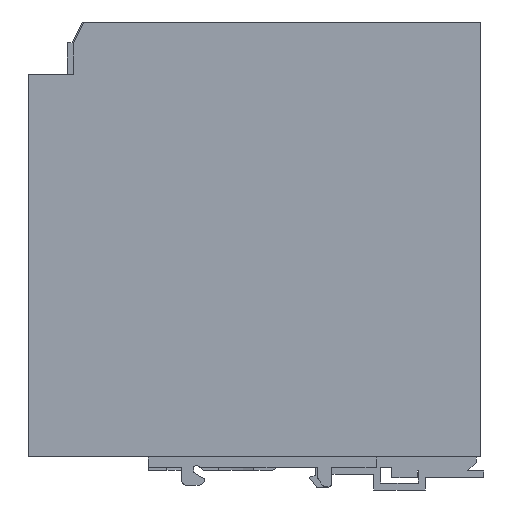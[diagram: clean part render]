
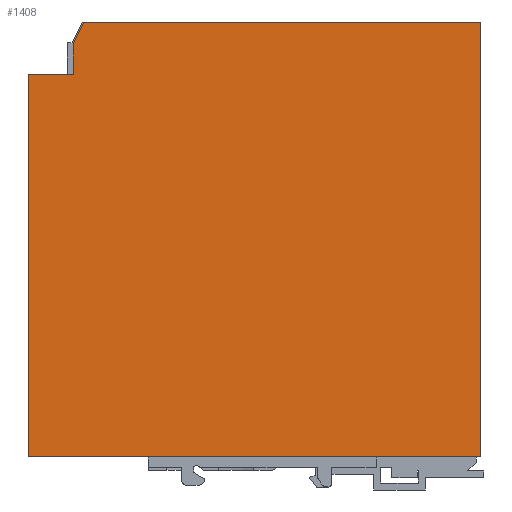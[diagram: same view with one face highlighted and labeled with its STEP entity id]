
A CAD part, left-side view. The second image highlights one B-rep face of the part: STEP entity #1408.
In plain terms, the highlighted planar face has unit normal (-1, 0, 0).
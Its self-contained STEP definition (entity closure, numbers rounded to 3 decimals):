
#1373=AXIS2_PLACEMENT_3D('Plane Axis2P3D',#1370,#1371,#1372) ;
#127=CARTESIAN_POINT('Vertex',(0.,130.9,119.5)) ;
#130=CARTESIAN_POINT('Line Origine',(0.,124.4,119.5)) ;
#134=CARTESIAN_POINT('Vertex',(0.,117.9,119.5)) ;
#309=CARTESIAN_POINT('Vertex',(0.,114.95,134.4)) ;
#312=CARTESIAN_POINT('Line Origine',(0.,57.925,134.4)) ;
#316=CARTESIAN_POINT('Vertex',(0.,0.9,134.4)) ;
#504=CARTESIAN_POINT('Vertex',(0.,130.9,9.5)) ;
#507=CARTESIAN_POINT('Line Origine',(0.,130.9,64.5)) ;
#1370=CARTESIAN_POINT('Axis2P3D Location',(0.,65.9,72.)) ;
#1375=CARTESIAN_POINT('Line Origine',(0.,116.425,131.45)) ;
#1379=CARTESIAN_POINT('Vertex',(0.,117.9,128.5)) ;
#1382=CARTESIAN_POINT('Line Origine',(0.,117.9,124.)) ;
#1387=CARTESIAN_POINT('Line Origine',(0.,65.9,9.5)) ;
#1391=CARTESIAN_POINT('Vertex',(0.,0.9,9.5)) ;
#1394=CARTESIAN_POINT('Line Origine',(0.,0.9,71.95)) ;
#131=DIRECTION('Vector Direction',(0.,1.,0.)) ;
#313=DIRECTION('Vector Direction',(0.,1.,0.)) ;
#508=DIRECTION('Vector Direction',(0.,0.,-1.)) ;
#1371=DIRECTION('Axis2P3D Direction',(-1.,0.,0.)) ;
#1372=DIRECTION('Axis2P3D XDirection',(0.,-1.,0.)) ;
#1376=DIRECTION('Vector Direction',(0.,0.447,-0.894)) ;
#1383=DIRECTION('Vector Direction',(0.,0.,-1.)) ;
#1388=DIRECTION('Vector Direction',(0.,-1.,0.)) ;
#1395=DIRECTION('Vector Direction',(0.,0.,1.)) ;
#132=VECTOR('Line Direction',#131,1.) ;
#314=VECTOR('Line Direction',#313,1.) ;
#509=VECTOR('Line Direction',#508,1.) ;
#1377=VECTOR('Line Direction',#1376,1.) ;
#1384=VECTOR('Line Direction',#1383,1.) ;
#1389=VECTOR('Line Direction',#1388,1.) ;
#1396=VECTOR('Line Direction',#1395,1.) ;
#1400=ORIENTED_EDGE('',*,*,#1381,.T.) ;
#1401=ORIENTED_EDGE('',*,*,#1386,.T.) ;
#1402=ORIENTED_EDGE('',*,*,#136,.T.) ;
#1403=ORIENTED_EDGE('',*,*,#511,.T.) ;
#1404=ORIENTED_EDGE('',*,*,#1393,.T.) ;
#1405=ORIENTED_EDGE('',*,*,#1398,.T.) ;
#1406=ORIENTED_EDGE('',*,*,#318,.T.) ;
#1408=ADVANCED_FACE('GEHAEUSE',(#1407),#1374,.T.) ;
#136=EDGE_CURVE('',#135,#128,#133,.T.) ;
#318=EDGE_CURVE('',#317,#310,#315,.T.) ;
#511=EDGE_CURVE('',#128,#505,#510,.T.) ;
#1381=EDGE_CURVE('',#310,#1380,#1378,.T.) ;
#1386=EDGE_CURVE('',#1380,#135,#1385,.T.) ;
#1393=EDGE_CURVE('',#505,#1392,#1390,.T.) ;
#1398=EDGE_CURVE('',#1392,#317,#1397,.T.) ;
#1399=EDGE_LOOP('',(#1400,#1401,#1402,#1403,#1404,#1405,#1406)) ;
#1407=FACE_OUTER_BOUND('',#1399,.T.) ;
#133=LINE('Line',#130,#132) ;
#315=LINE('Line',#312,#314) ;
#510=LINE('Line',#507,#509) ;
#1378=LINE('Line',#1375,#1377) ;
#1385=LINE('Line',#1382,#1384) ;
#1390=LINE('Line',#1387,#1389) ;
#1397=LINE('Line',#1394,#1396) ;
#1374=PLANE('',#1373) ;
#128=VERTEX_POINT('',#127) ;
#135=VERTEX_POINT('',#134) ;
#310=VERTEX_POINT('',#309) ;
#317=VERTEX_POINT('',#316) ;
#505=VERTEX_POINT('',#504) ;
#1380=VERTEX_POINT('',#1379) ;
#1392=VERTEX_POINT('',#1391) ;
